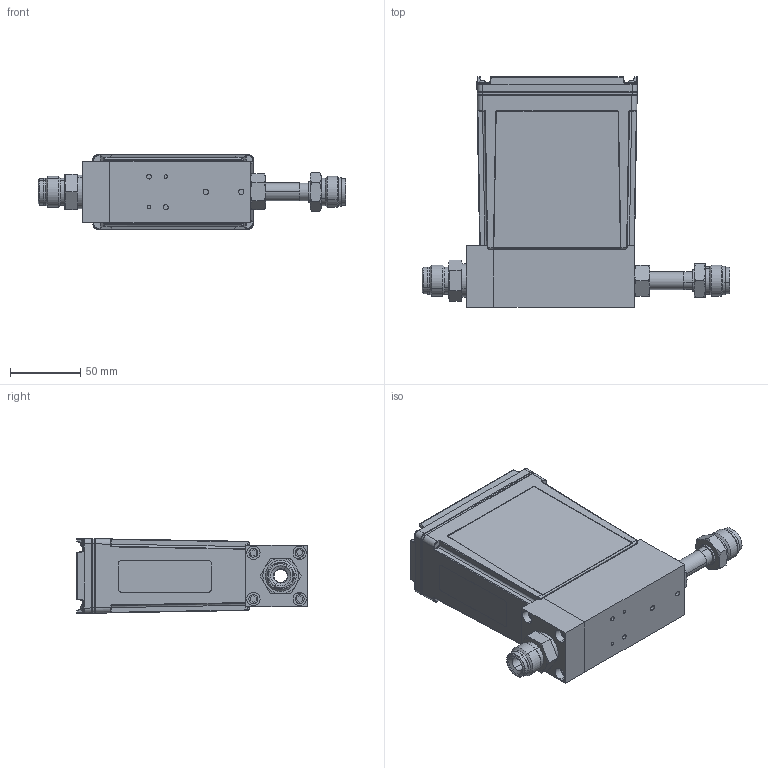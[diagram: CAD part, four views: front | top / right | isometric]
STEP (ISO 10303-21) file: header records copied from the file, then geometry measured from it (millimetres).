
FILE_DESCRIPTION (( 'STEP AP214' ), '1' );
FILE_NAME ('GE250-8VCR-LONG-PROFIBUS.STEP', '2018-04-26T19:53:18', ( '' ), ( '' ), 'SwSTEP 2.0', 'SolidWorks 2015', '' );
FILE_SCHEMA (( 'AUTOMOTIVE_DESIGN' ));
Length unit declared in the file: inch
Products named in the file (1): GE250-8VCR-LONG-PROFIBUS
Bounding box: 219.23 x 164.52 x 53.49 mm (x, y, z)
Surface area: 111431.6 mm2 (no closed solid volume)
Topology: 0 solids, 97 shells, 850 faces, 3745 edges, 2904 vertices
Faces by surface type: plane 391, cylinder 295, bspline 74, cone 55, torus 18, sphere 17
Entity records: 58050 total; most frequent: CARTESIAN_POINT 18812, DIRECTION 5339, ORIENTED_EDGE 5185, EDGE_CURVE 3726, VERTEX_POINT 2904, VECTOR 1997, LINE 1997, AXIS2_PLACEMENT_3D 1671
